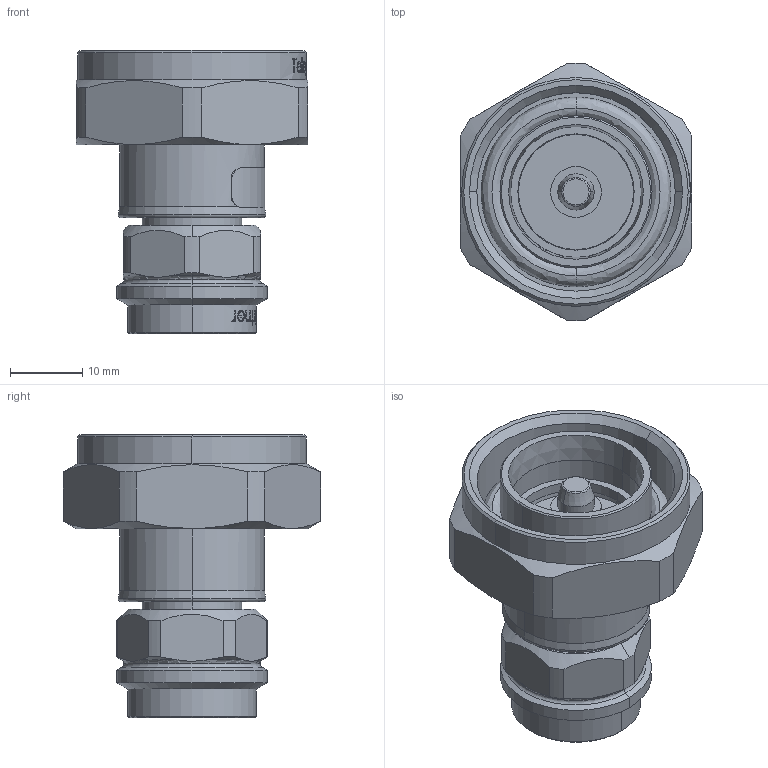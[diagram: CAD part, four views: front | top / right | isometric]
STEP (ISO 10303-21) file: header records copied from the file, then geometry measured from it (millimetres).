
FILE_DESCRIPTION (( 'STEP AP214' ), '1' );
FILE_NAME ('J01122C0009.STEP', '2016-01-20T14:10:49', ( '' ), ( '' ), 'SwSTEP 2.0', 'SolidWorks 2015', '' );
FILE_SCHEMA (( 'AUTOMOTIVE_DESIGN' ));
Length unit declared in the file: millimetre
Products named in the file (1): J01122C0009
Bounding box: 32 x 35.49 x 39.2 mm (x, y, z)
Volume: 13680.5 mm3; surface area: 8252.8 mm2
Topology: 2 solids, 2 shells, 480 faces, 1222 edges, 794 vertices
Faces by surface type: bspline 165, plane 154, cylinder 96, cone 49, torus 14, sphere 2
Entity records: 30766 total; most frequent: CARTESIAN_POINT 15079, ORIENTED_EDGE 2444, DIRECTION 1669, EDGE_CURVE 1222, VERTEX_POINT 794, AXIS2_PLACEMENT_3D 622, EDGE_LOOP 530, ADVANCED_FACE 480
